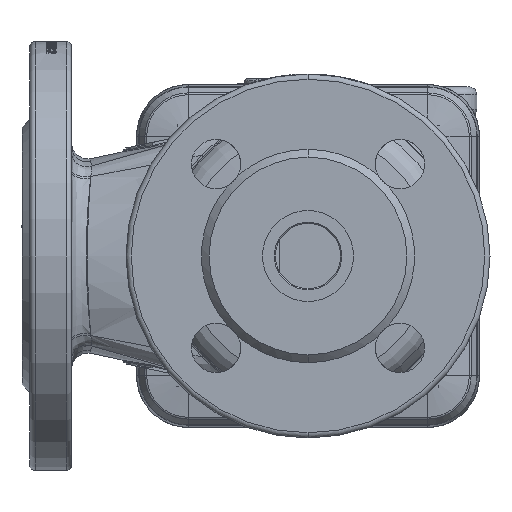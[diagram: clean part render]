
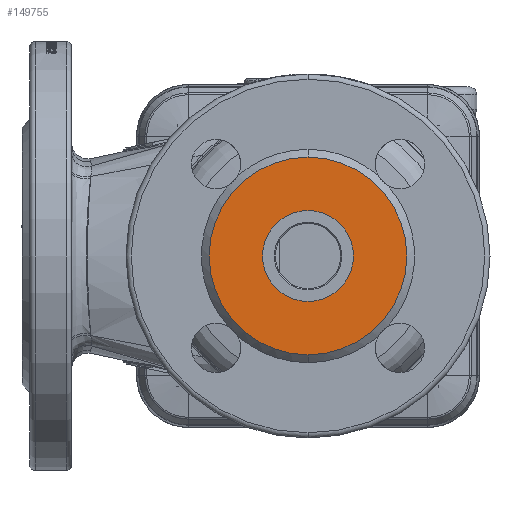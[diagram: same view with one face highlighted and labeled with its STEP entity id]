
A CAD part, front view. The second image highlights one B-rep face of the part: STEP entity #149755.
In plain terms, the highlighted planar face has unit normal (0, -1, 0).
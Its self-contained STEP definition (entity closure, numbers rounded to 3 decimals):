
#5522 = PLANE ( 'NONE',  #162786 ) ;
#16019 = AXIS2_PLACEMENT_3D ( 'NONE', #155608, #61586, #44611 ) ;
#18074 = DIRECTION ( 'NONE',  ( 0., 0., 1. ) ) ;
#20808 = EDGE_CURVE ( 'NONE', #46886, #89554, #53239, .T. ) ;
#37979 = CARTESIAN_POINT ( 'NONE',  ( 0., -115., -17.5 ) ) ;
#41124 = EDGE_CURVE ( 'NONE', #89554, #46886, #104689, .T. ) ;
#42850 = AXIS2_PLACEMENT_3D ( 'NONE', #122185, #62514, #117150 ) ;
#43052 = CARTESIAN_POINT ( 'NONE',  ( 0., -115., 0. ) ) ;
#44611 = DIRECTION ( 'NONE',  ( 0., 0., 1. ) ) ;
#46886 = VERTEX_POINT ( 'NONE', #56089 ) ;
#51113 = VERTEX_POINT ( 'NONE', #106033 ) ;
#53239 = CIRCLE ( 'NONE', #64633, 17.5 ) ;
#55635 = DIRECTION ( 'NONE',  ( 0., 0., 1. ) ) ;
#56089 = CARTESIAN_POINT ( 'NONE',  ( 0., -115., 17.5 ) ) ;
#57805 = ORIENTED_EDGE ( 'NONE', *, *, #92353, .F. ) ;
#61586 = DIRECTION ( 'NONE',  ( 0., -1., 0. ) ) ;
#62514 = DIRECTION ( 'NONE',  ( 0., 1., 0. ) ) ;
#64633 = AXIS2_PLACEMENT_3D ( 'NONE', #43052, #167429, #55635 ) ;
#64849 = CIRCLE ( 'NONE', #133549, 38. ) ;
#66212 = EDGE_LOOP ( 'NONE', ( #121267, #57805 ) ) ;
#68588 = CIRCLE ( 'NONE', #42850, 38. ) ;
#70017 = FACE_OUTER_BOUND ( 'NONE', #66212, .T. ) ;
#72534 = VERTEX_POINT ( 'NONE', #141196 ) ;
#86005 = CARTESIAN_POINT ( 'NONE',  ( 0., -115., 0. ) ) ;
#89554 = VERTEX_POINT ( 'NONE', #37979 ) ;
#89793 = EDGE_CURVE ( 'NONE', #72534, #51113, #64849, .T. ) ;
#91495 = ORIENTED_EDGE ( 'NONE', *, *, #20808, .F. ) ;
#92283 = CARTESIAN_POINT ( 'NONE',  ( 0., -115., 0. ) ) ;
#92353 = EDGE_CURVE ( 'NONE', #51113, #72534, #68588, .T. ) ;
#104689 = CIRCLE ( 'NONE', #16019, 17.5 ) ;
#106033 = CARTESIAN_POINT ( 'NONE',  ( 0., -115., -38. ) ) ;
#117150 = DIRECTION ( 'NONE',  ( 0., 0., 1. ) ) ;
#121267 = ORIENTED_EDGE ( 'NONE', *, *, #89793, .F. ) ;
#122185 = CARTESIAN_POINT ( 'NONE',  ( 0., -115., 0. ) ) ;
#123189 = EDGE_LOOP ( 'NONE', ( #91495, #160182 ) ) ;
#133549 = AXIS2_PLACEMENT_3D ( 'NONE', #92283, #135358, #134488 ) ;
#134488 = DIRECTION ( 'NONE',  ( 0., 0., 1. ) ) ;
#135358 = DIRECTION ( 'NONE',  ( 0., 1., 0. ) ) ;
#140723 = DIRECTION ( 'NONE',  ( 0., 1., 0. ) ) ;
#141196 = CARTESIAN_POINT ( 'NONE',  ( 0., -115., 38. ) ) ;
#149755 = ADVANCED_FACE ( 'NONE', ( #70017, #155882 ), #5522, .F. ) ;
#155608 = CARTESIAN_POINT ( 'NONE',  ( 0., -115., 0. ) ) ;
#155882 = FACE_BOUND ( 'NONE', #123189, .T. ) ;
#160182 = ORIENTED_EDGE ( 'NONE', *, *, #41124, .F. ) ;
#162786 = AXIS2_PLACEMENT_3D ( 'NONE', #86005, #140723, #18074 ) ;
#167429 = DIRECTION ( 'NONE',  ( 0., -1., 0. ) ) ;
